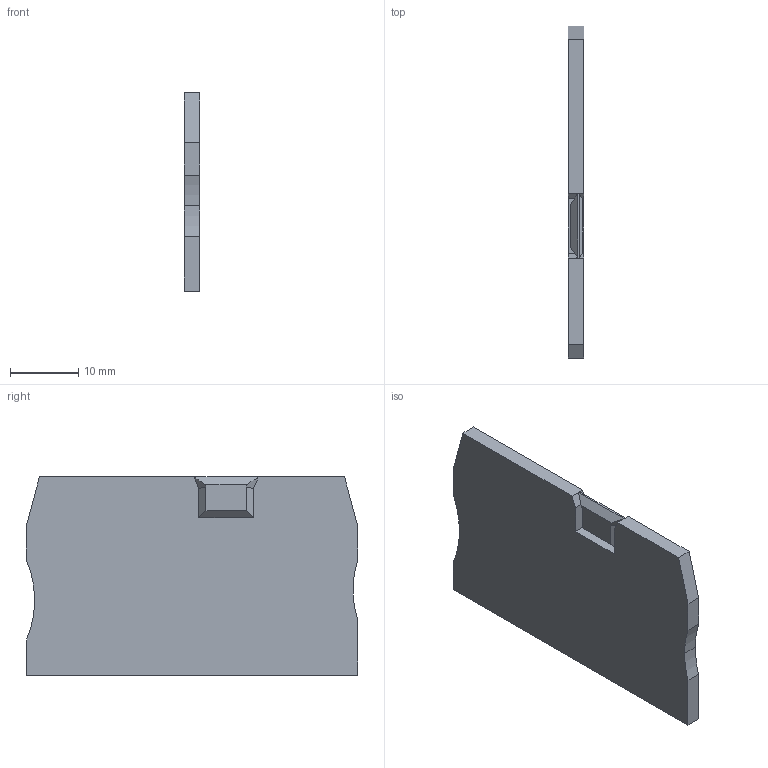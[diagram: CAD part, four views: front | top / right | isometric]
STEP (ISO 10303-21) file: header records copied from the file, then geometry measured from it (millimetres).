
FILE_DESCRIPTION(('STEP AP214'),'1');
FILE_NAME('cctmp_9C50F9FA-DFEA-4709-AC52-D9EF610071D4_2023_07_24_21_50_06_0297..stp','2023-07-24T19:50:06',('SIEMENS A&D'),('CADClick - www.CADClick.com'),'Spatial InterOp 3D postprocessed',' ','unknown authorization');
FILE_SCHEMA(('AUTOMOTIVE_DESIGN'));
Length unit declared in the file: millimetre
Products named in the file (3): cc_unnamed; 2023_07_24_21_50_06_0281; 2023_07_24_21_50_06_0250
Assembly tree (2 placements, depth 2):
  cc_unnamed
    2023_07_24_21_50_06_0281
    2023_07_24_21_50_06_0250
Bounding box: 2.2 x 48.6 x 29.05 mm (x, y, z)
Volume: 3004.2 mm3; surface area: 3149.3 mm2
Topology: 2 solids, 2 shells, 41 faces, 99 edges, 62 vertices
Faces by surface type: plane 37, cylinder 4
Entity records: 1363 total; most frequent: CARTESIAN_POINT 205, ORIENTED_EDGE 198, DIRECTION 195, EDGE_CURVE 99, LINE 91, VECTOR 91, VERTEX_POINT 62, AXIS2_PLACEMENT_3D 52
